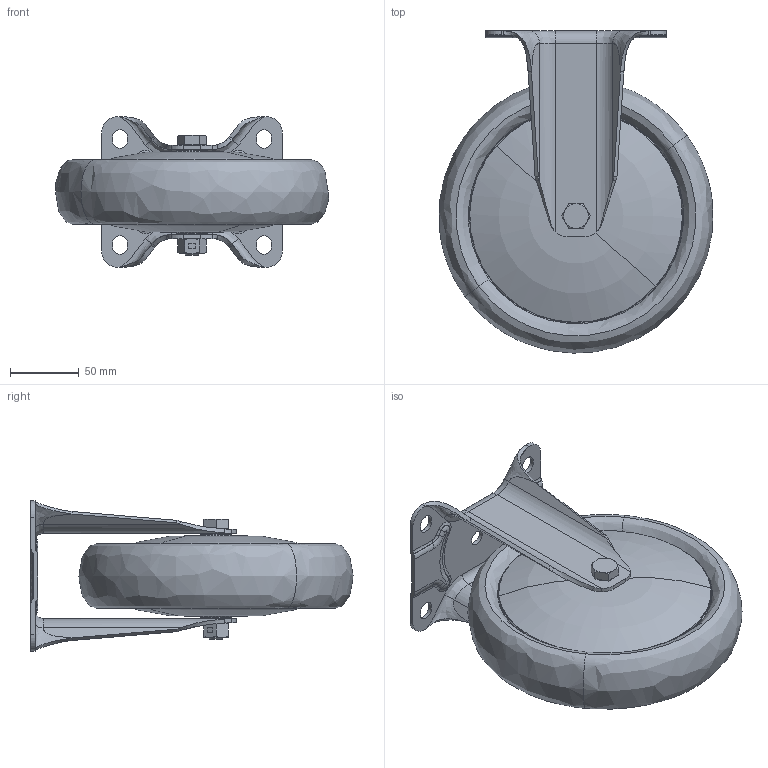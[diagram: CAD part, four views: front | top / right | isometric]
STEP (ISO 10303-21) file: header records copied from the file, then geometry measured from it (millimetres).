
FILE_DESCRIPTION (( 'STEP AP214' ), '1' );
FILE_NAME ('0055717.step', '2023-08-09T08:32:28', ( '' ), ( '' ), 'SwSTEP 2.0', 'SolidWorks 2020', '' );
FILE_SCHEMA (( 'AUTOMOTIVE_DESIGN' ));
Length unit declared in the file: millimetre
Products named in the file (1): 0055717
Bounding box: 199.34 x 234.99 x 110 mm (x, y, z)
Volume: 932134.9 mm3; surface area: 341173.9 mm2
Topology: 12 solids, 12 shells, 498 faces, 1122 edges, 658 vertices
Faces by surface type: bspline 126, plane 112, cylinder 100, torus 96, cone 64
Entity records: 30264 total; most frequent: CARTESIAN_POINT 14086, ORIENTED_EDGE 2244, DIRECTION 2178, EDGE_CURVE 1122, AXIS2_PLACEMENT_3D 908, VERTEX_POINT 658, EDGE_LOOP 542, CIRCLE 535
